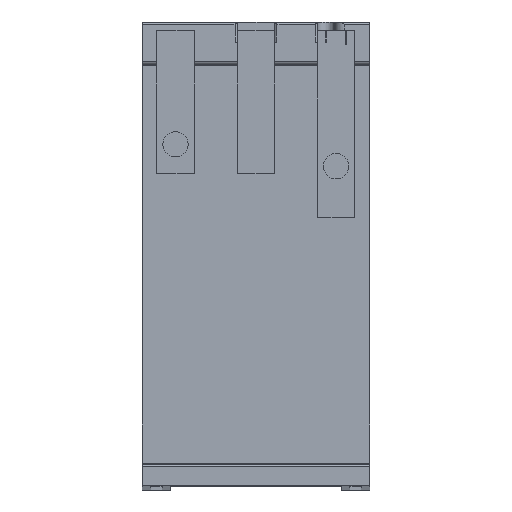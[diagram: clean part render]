
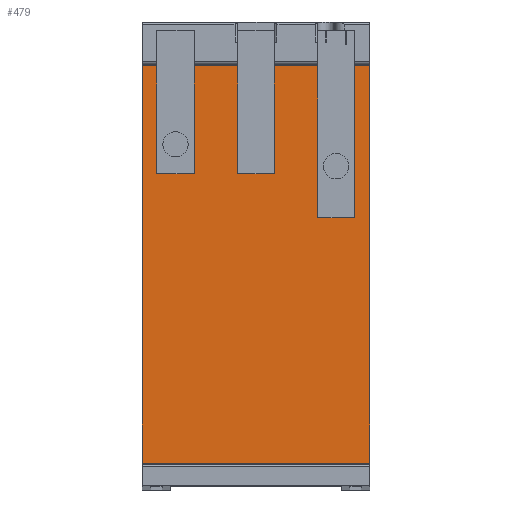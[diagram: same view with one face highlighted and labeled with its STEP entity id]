
A CAD part, front view. The second image highlights one B-rep face of the part: STEP entity #479.
In plain terms, the highlighted planar face has unit normal (0, -1, 0).
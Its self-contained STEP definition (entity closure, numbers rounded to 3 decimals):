
#479=ADVANCED_FACE('',(#1017),#1018,.T.);
#1017=FACE_OUTER_BOUND('',#1649,.T.);
#1018=PLANE('',#1650);
#1649=EDGE_LOOP('',(#3024,#3025,#3026,#3027,#3028,#3029,#3030,#3031,#3032,#3033,#3034,#3035,#3036,#3037,#3038,#3039));
#1650=AXIS2_PLACEMENT_3D('',#3040,#3041,#3042);
#3024=ORIENTED_EDGE('',*,*,#4981,.T.);
#3025=ORIENTED_EDGE('',*,*,#4956,.F.);
#3026=ORIENTED_EDGE('',*,*,#5066,.T.);
#3027=ORIENTED_EDGE('',*,*,#5032,.T.);
#3028=ORIENTED_EDGE('',*,*,#5050,.T.);
#3029=ORIENTED_EDGE('',*,*,#5038,.F.);
#3030=ORIENTED_EDGE('',*,*,#5124,.T.);
#3031=ORIENTED_EDGE('',*,*,#5125,.T.);
#3032=ORIENTED_EDGE('',*,*,#5131,.T.);
#3033=ORIENTED_EDGE('',*,*,#5139,.F.);
#3034=ORIENTED_EDGE('',*,*,#5140,.T.);
#3035=ORIENTED_EDGE('',*,*,#5141,.T.);
#3036=ORIENTED_EDGE('',*,*,#5142,.T.);
#3037=ORIENTED_EDGE('',*,*,#4950,.F.);
#3038=ORIENTED_EDGE('',*,*,#4938,.T.);
#3039=ORIENTED_EDGE('',*,*,#4948,.T.);
#3040=CARTESIAN_POINT('',(-13.5,-22.5,-0.8));
#3041=DIRECTION('',(0.,-1.0,0.));
#3042=DIRECTION('',(0.,0.,-1.0));
#4938=EDGE_CURVE('',#6003,#6004,#6005,.T.);
#4948=EDGE_CURVE('',#6004,#6021,#6022,.T.);
#4950=EDGE_CURVE('',#6003,#6024,#6025,.T.);
#4956=EDGE_CURVE('',#6034,#6029,#6036,.T.);
#4981=EDGE_CURVE('',#6021,#6029,#6078,.T.);
#5032=EDGE_CURVE('',#6165,#6166,#6167,.T.);
#5038=EDGE_CURVE('',#6175,#6170,#6177,.T.);
#5050=EDGE_CURVE('',#6166,#6170,#6197,.T.);
#5066=EDGE_CURVE('',#6034,#6165,#6223,.T.);
#5124=EDGE_CURVE('',#6175,#6320,#6322,.T.);
#5125=EDGE_CURVE('',#6320,#6323,#6324,.T.);
#5131=EDGE_CURVE('',#6323,#6332,#6334,.T.);
#5139=EDGE_CURVE('',#6345,#6332,#6346,.T.);
#5140=EDGE_CURVE('',#6345,#6347,#6348,.T.);
#5141=EDGE_CURVE('',#6347,#6349,#6350,.T.);
#5142=EDGE_CURVE('',#6349,#6024,#6351,.T.);
#6003=VERTEX_POINT('',#7630);
#6004=VERTEX_POINT('',#7631);
#6005=LINE('',#7632,#7633);
#6021=VERTEX_POINT('',#7654);
#6022=LINE('',#7655,#7656);
#6024=VERTEX_POINT('',#7659);
#6025=LINE('',#7660,#7661);
#6029=VERTEX_POINT('',#7666);
#6034=VERTEX_POINT('',#7672);
#6036=LINE('',#7674,#7675);
#6078=LINE('',#7738,#7739);
#6165=VERTEX_POINT('',#7888);
#6166=VERTEX_POINT('',#7889);
#6167=LINE('',#7890,#7891);
#6170=VERTEX_POINT('',#7896);
#6175=VERTEX_POINT('',#7902);
#6177=LINE('',#7904,#7905);
#6197=LINE('',#7934,#7935);
#6223=LINE('',#7974,#7975);
#6320=VERTEX_POINT('',#8118);
#6322=LINE('',#8121,#8122);
#6323=VERTEX_POINT('',#8123);
#6324=LINE('',#8124,#8125);
#6332=VERTEX_POINT('',#8136);
#6334=LINE('',#8138,#8139);
#6345=VERTEX_POINT('',#8156);
#6346=LINE('',#8157,#8158);
#6347=VERTEX_POINT('',#8159);
#6348=LINE('',#8160,#8161);
#6349=VERTEX_POINT('',#8162);
#6350=LINE('',#8163,#8164);
#6351=LINE('',#8165,#8166);
#7630=CARTESIAN_POINT('',(11.69,-22.5,46.3));
#7631=CARTESIAN_POINT('',(11.69,-22.5,28.31));
#7632=CARTESIAN_POINT('',(11.69,-22.5,19.302));
#7633=VECTOR('',#9658,1.0);
#7654=CARTESIAN_POINT('',(7.31,-22.5,28.31));
#7655=CARTESIAN_POINT('',(-2.0,-22.5,28.31));
#7656=VECTOR('',#9676,1.0);
#7659=CARTESIAN_POINT('',(13.5,-22.5,46.3));
#7660=CARTESIAN_POINT('',(-13.5,-22.5,46.3));
#7661=VECTOR('',#9678,1.0);
#7666=CARTESIAN_POINT('',(7.31,-22.5,46.3));
#7672=CARTESIAN_POINT('',(2.19,-22.5,46.3));
#7674=CARTESIAN_POINT('',(-13.5,-22.5,46.3));
#7675=VECTOR('',#9690,1.0);
#7738=CARTESIAN_POINT('',(7.31,-22.5,19.302));
#7739=VECTOR('',#9721,1.0);
#7888=CARTESIAN_POINT('',(2.19,-22.5,33.5));
#7889=CARTESIAN_POINT('',(-2.19,-22.5,33.5));
#7890=CARTESIAN_POINT('',(-6.75,-22.5,33.5));
#7891=VECTOR('',#9793,1.0);
#7896=CARTESIAN_POINT('',(-2.19,-22.5,46.3));
#7902=CARTESIAN_POINT('',(-7.31,-22.5,46.3));
#7904=CARTESIAN_POINT('',(-13.5,-22.5,46.3));
#7905=VECTOR('',#9803,1.0);
#7934=CARTESIAN_POINT('',(-2.19,-22.5,20.6));
#7935=VECTOR('',#9819,1.0);
#7974=CARTESIAN_POINT('',(2.19,-22.5,20.6));
#7975=VECTOR('',#9839,1.0);
#8118=CARTESIAN_POINT('',(-7.31,-22.5,33.5));
#8121=CARTESIAN_POINT('',(-7.31,-22.5,20.6));
#8122=VECTOR('',#9917,1.0);
#8123=CARTESIAN_POINT('',(-11.79,-22.5,33.5));
#8124=CARTESIAN_POINT('',(-11.525,-22.5,33.5));
#8125=VECTOR('',#9918,1.0);
#8136=CARTESIAN_POINT('',(-11.79,-22.5,46.3));
#8138=CARTESIAN_POINT('',(-11.79,-22.5,20.6));
#8139=VECTOR('',#9928,1.0);
#8156=CARTESIAN_POINT('',(-13.5,-22.5,46.3));
#8157=CARTESIAN_POINT('',(-13.5,-22.5,46.3));
#8158=VECTOR('',#9938,1.0);
#8159=CARTESIAN_POINT('',(-13.5,-22.5,-0.8));
#8160=CARTESIAN_POINT('',(-13.5,-22.5,46.3));
#8161=VECTOR('',#9939,1.0);
#8162=CARTESIAN_POINT('',(13.5,-22.5,-0.8));
#8163=CARTESIAN_POINT('',(-13.5,-22.5,-0.8));
#8164=VECTOR('',#9940,1.0);
#8165=CARTESIAN_POINT('',(13.5,-22.5,46.3));
#8166=VECTOR('',#9941,1.0);
#9658=DIRECTION('',(0.,0.,-1.0));
#9676=DIRECTION('',(-1.0,-0.0,0.));
#9678=DIRECTION('',(1.0,0.0,0.));
#9690=DIRECTION('',(1.0,0.0,0.));
#9721=DIRECTION('',(0.,0.,1.0));
#9793=DIRECTION('',(-1.0,0.0,0.));
#9803=DIRECTION('',(1.0,0.0,0.));
#9819=DIRECTION('',(0.,0.,1.0));
#9839=DIRECTION('',(0.,0.,-1.0));
#9917=DIRECTION('',(0.,0.,-1.0));
#9918=DIRECTION('',(-1.0,-0.0,0.));
#9928=DIRECTION('',(0.,0.,1.0));
#9938=DIRECTION('',(1.0,0.0,0.));
#9939=DIRECTION('',(0.,0.,-1.0));
#9940=DIRECTION('',(1.0,0.0,0.));
#9941=DIRECTION('',(0.,0.,1.0));
